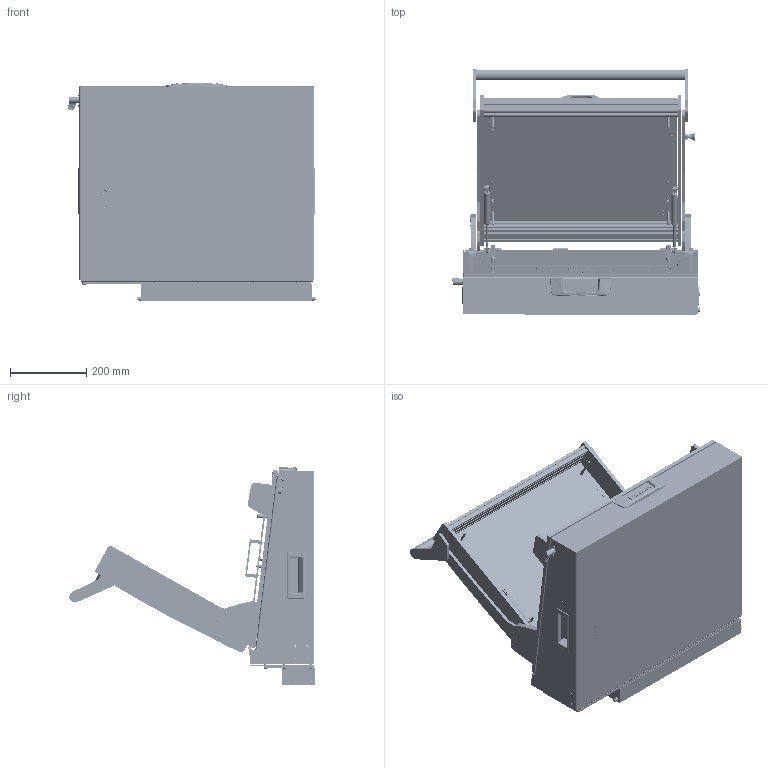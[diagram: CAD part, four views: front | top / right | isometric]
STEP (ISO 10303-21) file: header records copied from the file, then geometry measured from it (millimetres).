
FILE_DESCRIPTION (( 'STEP AP214' ), '1' );
FILE_NAME ('INGUN_57325_open.STEP', '2021-02-24T14:49:19', ( '' ), ( '' ), 'SwSTEP 2.0', 'SolidWorks 2018', '' );
FILE_SCHEMA (( 'AUTOMOTIVE_DESIGN' ));
Length unit declared in the file: millimetre
Products named in the file (122): 32462~0_S; 2229~6; 39893~3_KUNDE<S>; 2281~0; ISO7380~n_M03,0x006; 40512~7_KUNDE<S>; DIN6325~n_03,0m6x016; 29805~4_geschlossen<S>; 53731~0; ISO7380~n_M04,0x008; 1607~1; 32171~0_S; 46869~0_S; 30112~0; 48726~2_S; 45875~1_S; DIN6325~n_04,0m6x012; 3917~3_M 3 A; 32339~4_S; DIN914~n_M04,0x05; KS-113-Master~-k-s_KS-113 23; 32333~12; 109953~0_KUNDE<S>; DIN6325~n_03,0m6x024; 30758~0_S; 53032~0_S; 48565~1_S; DIN7991~n_M03,0x006; K_02037~0_Standard ohne Dyn Punkt<Standard>; 110231~1_S; 17651~0_M 4 B; 53031~0_S; 45980-KIT~1_zweiteilig<S>; 57801~2_S; 46010~3; 110443~0_S; 41369~1_S; DIN934~n_M05,0; ISO7380~n_M04,0x016; DIN912~n_M03,0x012 ...
Assembly tree (291 placements, depth 6):
  INGUN_57325_open
    48390~1_KUNDE offen<S>
      32504~6_ohne RW und KF <S>
        32333~12
        21332~0_MA 2112<Standard>
          21332_02~0
          21332_01~0
        20902~0
        30758~0_S  x2
          30758_01~0_S
          30758_02~0_S
        53032~0_S
        32171~0_S
        32462~0_S
        29805~4_geschlossen<S>
          110322~4_S
          110705~1_S
          30984~0_S
          110231~1_S
          110443~0_S
          30112~0
          ISO7380~n_M05,0x030
          ISO7380~n_M04,0x008  x2
          DIN914~n_M04,0x05
        35334~0_S
        ISO7380~n_M04,0x012  x4
        DIN7991~n_M05,0x012  x2
        DIN7991~n_M05,0x016
        DIN985-A2~n_M05,0  x3
        8804~0
        DIN125~n_05,3 M05,0 Fase  x2
      48370~6_KUNDE offen<S>
        48371~7_KUNDE<S>
          31444~14_KUNDE<S>
          31446~15_KUNDE<S>
          34328~1_S  x2
          37792~1_S
          31442~5_mit Zentrierstifen <S>
          3381~0  x3
          ISO7380~n_M04,0x020  x2
          ISO7380~n_M04,0x016
          3521~0_Spring Pin ISO 8752 - 3 x 16 - St  x4
          57801~2_S  x2
          49317~0  x2
          DIN125~n_06,4 M06,0 Fase  x2
        48374~5_S
          38001~12
          48376~0_S
          37972~6_S
          37971~8_S
          48509~2_S
          2281~0_180ø<Standard>  x3
            2281~0
          32341~6_S
          53031~0_S
          48727~1_S
            48726~2_S
            DIN6325~n_04,0m6x012
            48565~1_S
            DIN912~n_M04,0x020  x2
Bounding box: 649.6 x 642.8 x 572.35 mm (x, y, z)
Volume: 11830627.6 mm3; surface area: 4832138.9 mm2
Topology: 308 solids, 316 shells, 9618 faces, 23627 edges, 15163 vertices
Faces by surface type: plane 3902, cylinder 3826, cone 1198, bspline 388, torus 190, sphere 114
Entity records: 226000 total; most frequent: CARTESIAN_POINT 56270, DIRECTION 31296, ORIENTED_EDGE 29302, EDGE_CURVE 14651, AXIS2_PLACEMENT_3D 11625, VERTEX_POINT 9535, VECTOR 8046, LINE 8046
